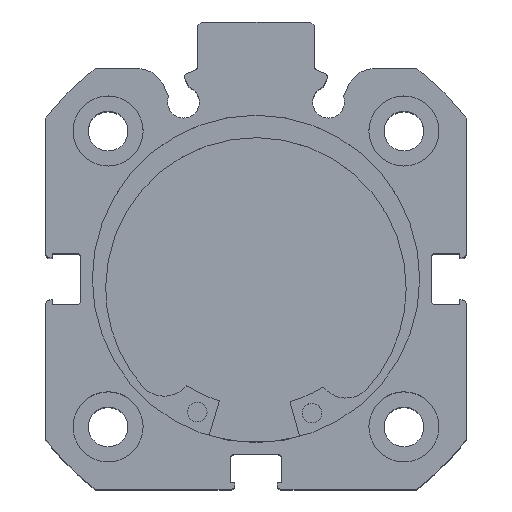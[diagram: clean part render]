
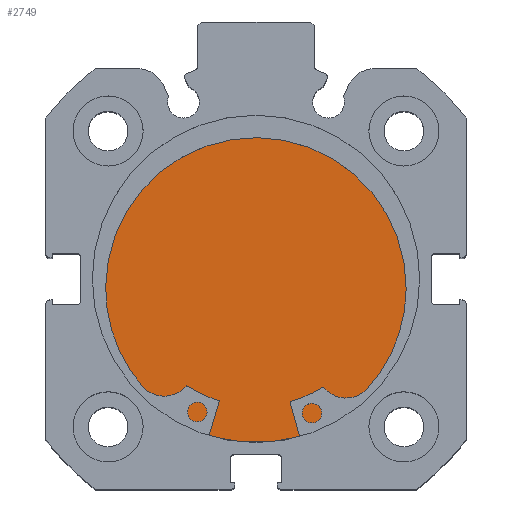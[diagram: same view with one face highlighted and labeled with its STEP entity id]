
A CAD part, top view. The second image highlights one B-rep face of the part: STEP entity #2749.
In plain terms, the highlighted face is planar.
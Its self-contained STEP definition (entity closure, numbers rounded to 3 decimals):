
#2063 = EDGE_CURVE ( 'NONE', #2924, #2950, #6319, .T. ) ;
#2079 = EDGE_CURVE ( 'NONE', #2950, #2924, #6337, .T. ) ;
#2474 = AXIS2_PLACEMENT_3D ( 'NONE', #5415, #5417, #5418 ) ;
#2486 = AXIS2_PLACEMENT_3D ( 'NONE', #5463, #5471, #5472 ) ;
#2551 = AXIS2_PLACEMENT_3D ( 'NONE', #5818, #5821, #5822 ) ;
#2749 = ADVANCED_FACE ( 'NONE', ( #6495 ), #5819, .F. ) ;
#2924 = VERTEX_POINT ( 'NONE', #5993 ) ;
#2950 = VERTEX_POINT ( 'NONE', #6021 ) ;
#4709 = EDGE_LOOP ( 'NONE', ( #4756, #4906 ) ) ;
#4756 = ORIENTED_EDGE ( 'NONE', *, *, #2079, .F. ) ;
#4906 = ORIENTED_EDGE ( 'NONE', *, *, #2063, .F. ) ;
#5415 = CARTESIAN_POINT ( 'NONE',  ( 8.5, 0., 0. ) ) ;
#5417 = DIRECTION ( 'NONE',  ( -1., 0., 0. ) ) ;
#5418 = DIRECTION ( 'NONE',  ( 0., 0., 1. ) ) ;
#5463 = CARTESIAN_POINT ( 'NONE',  ( 8.5, 0., 0. ) ) ;
#5471 = DIRECTION ( 'NONE',  ( -1., 0., 0. ) ) ;
#5472 = DIRECTION ( 'NONE',  ( 0., 0., 1. ) ) ;
#5818 = CARTESIAN_POINT ( 'NONE',  ( 8.5, 21., 0. ) ) ;
#5819 = PLANE ( 'NONE',  #2551 ) ;
#5821 = DIRECTION ( 'NONE',  ( -1., 0., 0. ) ) ;
#5822 = DIRECTION ( 'NONE',  ( 0., 0., 1. ) ) ;
#5993 = CARTESIAN_POINT ( 'NONE',  ( 8.5, 0., -21. ) ) ;
#6021 = CARTESIAN_POINT ( 'NONE',  ( 8.5, 0., 21. ) ) ;
#6319 = CIRCLE ( 'NONE', #2474, 21. ) ;
#6337 = CIRCLE ( 'NONE', #2486, 21. ) ;
#6495 = FACE_OUTER_BOUND ( 'NONE', #4709, .T. ) ;
